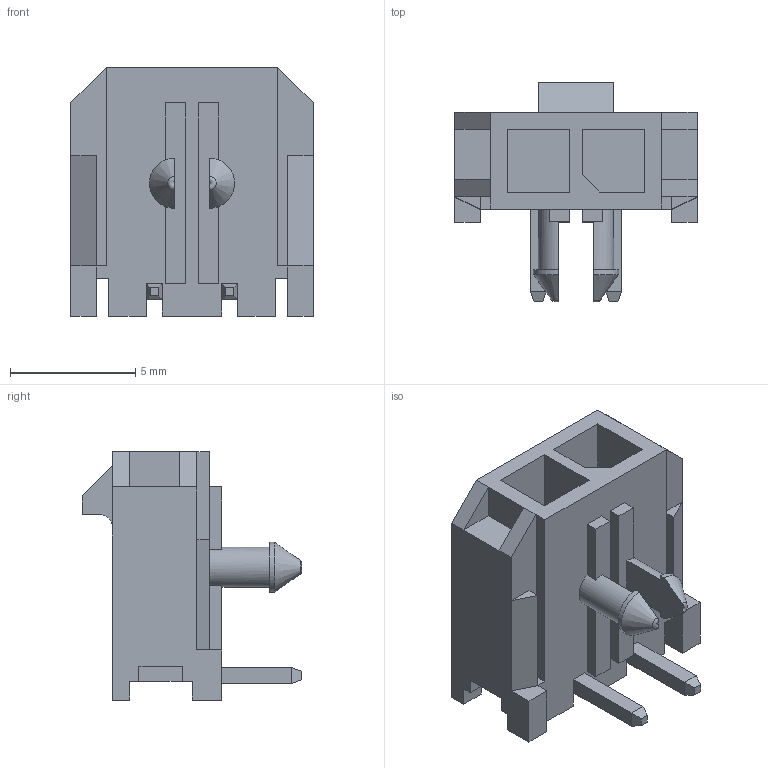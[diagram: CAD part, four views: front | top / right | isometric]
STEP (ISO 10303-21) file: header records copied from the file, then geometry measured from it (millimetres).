
FILE_DESCRIPTION (( 'STEP AP214' ), '1' );
FILE_NAME ('Molex_1.STEP', '2011-11-13T18:17:15', ( 'University of Washington' ), ( 'CSE' ), 'SwSTEP 2.0', 'SolidWorks 2010', '' );
FILE_SCHEMA (( 'AUTOMOTIVE_DESIGN' ));
Length unit declared in the file: inch
Products named in the file (2): 436500200; Molex_1
Assembly tree (1 placements, depth 2):
  Molex_1
    436500200
Bounding box: 9.65 x 8.75 x 9.9 mm (x, y, z)
Volume: 263.6 mm3; surface area: 575.7 mm2
Topology: 1 solids, 1 shells, 139 faces, 370 edges, 236 vertices
Faces by surface type: plane 130, cylinder 5, cone 2, bspline 1, torus 1
Entity records: 4283 total; most frequent: CARTESIAN_POINT 762, ORIENTED_EDGE 736, DIRECTION 672, EDGE_CURVE 368, VECTOR 348, LINE 348, VERTEX_POINT 236, AXIS2_PLACEMENT_3D 162
